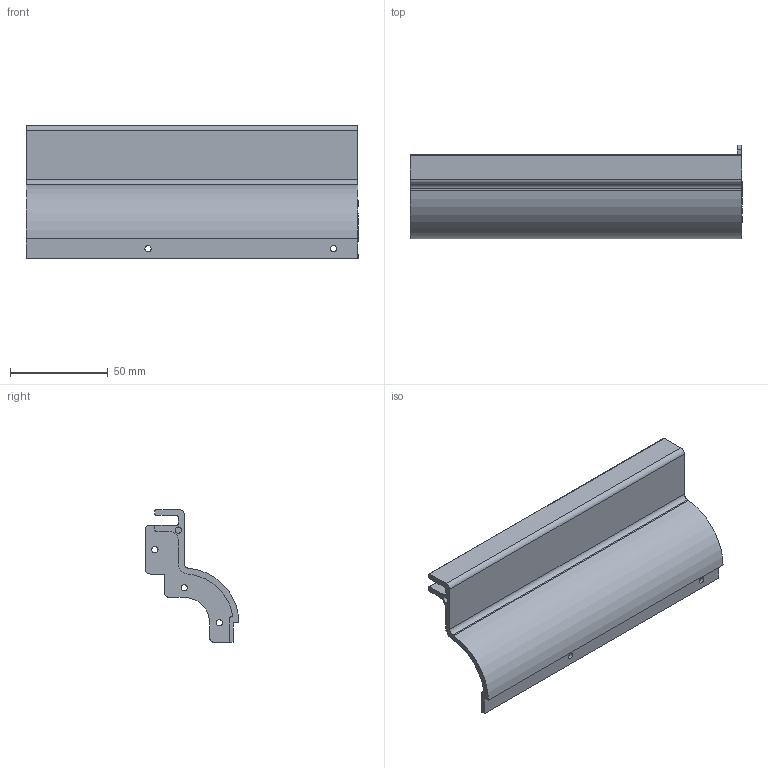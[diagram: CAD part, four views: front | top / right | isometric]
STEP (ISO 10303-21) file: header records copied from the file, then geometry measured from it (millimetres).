
FILE_DESCRIPTION(/* description */ (''),/* implementation_level */ '2;1');
FILE_NAME(/* name */ 'Top Left Guide 2.step',/* time_stamp */ '2018-06-29T14:20:49+02:00',/* author */ ('boelle'),/* organization */ (''),/* preprocessor_version */ 'ST-DEVELOPER v17',/* originating_system */ 'Autodesk Translation Framework v7.1.0.215',/* authorisation */ '');
FILE_SCHEMA (('AUTOMOTIVE_DESIGN { 1 0 10303 214 3 1 1 }'));
Length unit declared in the file: millimetre
Products named in the file (2): Top Left Guide 2; Component1
Assembly tree (1 placements, depth 2):
  Top Left Guide 2
    Component1
Bounding box: 170 x 48 x 68 mm (x, y, z)
Volume: 56782.5 mm3; surface area: 39815.5 mm2
Topology: 1 solids, 1 shells, 50 faces, 145 edges, 98 vertices
Faces by surface type: cylinder 28, plane 22
Full cylindrical faces by diameter (mm): 3.2 x6
Entity records: 1760 total; most frequent: DIRECTION 311, CARTESIAN_POINT 296, ORIENTED_EDGE 290, EDGE_CURVE 145, AXIS2_PLACEMENT_3D 113, VERTEX_POINT 98, LINE 85, VECTOR 85
